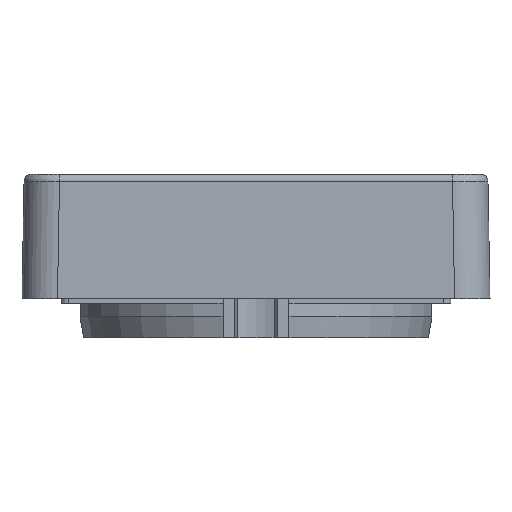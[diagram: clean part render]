
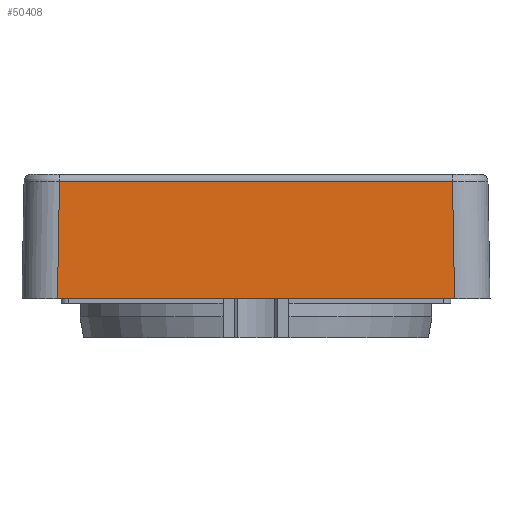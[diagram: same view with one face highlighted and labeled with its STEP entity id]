
A CAD part, front view. The second image highlights one B-rep face of the part: STEP entity #50408.
In plain terms, the highlighted planar face has unit normal (0, -1, 0.018).
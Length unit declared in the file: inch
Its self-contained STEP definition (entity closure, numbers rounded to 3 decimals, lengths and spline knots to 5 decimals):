
#3312 = EDGE_LOOP ( 'NONE', ( #18885, #55774, #29120, #11734 ) ) ;
#4073 = CARTESIAN_POINT ( 'NONE',  ( -1.10239, -1.27953, 0.0202 ) ) ;
#4124 = LINE ( 'NONE', #28106, #21482 ) ;
#4517 = B_SPLINE_CURVE_WITH_KNOTS ( 'NONE', 3,
 ( #51154, #18282, #56825, #4073 ),
 .UNSPECIFIED., .F., .F.,
 ( 4, 4 ),
 ( 0.07575, 0.92425 ),
 .UNSPECIFIED. ) ;
#9036 = DIRECTION ( 'NONE',  ( -1., 0., 0. ) ) ;
#11031 = LINE ( 'NONE', #53990, #15562 ) ;
#11734 = ORIENTED_EDGE ( 'NONE', *, *, #46363, .F. ) ;
#15229 = CARTESIAN_POINT ( 'NONE',  ( -1.22047, -1.26749, 0.70959 ) ) ;
#15562 = VECTOR ( 'NONE', #44188, 39.37008 ) ;
#18282 = CARTESIAN_POINT ( 'NONE',  ( 0.36746, -1.27954, 0.01969 ) ) ;
#18885 = ORIENTED_EDGE ( 'NONE', *, *, #23916, .T. ) ;
#20681 = EDGE_CURVE ( 'NONE', #46384, #53440, #52303, .T. ) ;
#21482 = VECTOR ( 'NONE', #57490, 39.37008 ) ;
#23415 = VERTEX_POINT ( 'NONE', #48380 ) ;
#23916 = EDGE_CURVE ( 'NONE', #55837, #46384, #4124, .T. ) ;
#25646 = FACE_OUTER_BOUND ( 'NONE', #3312, .T. ) ;
#28106 = CARTESIAN_POINT ( 'NONE',  ( 1.08966, -1.26679, 0.7499 ) ) ;
#29120 = ORIENTED_EDGE ( 'NONE', *, *, #60986, .T. ) ;
#31290 = AXIS2_PLACEMENT_3D ( 'NONE', #15229, #34502, #53774 ) ;
#34502 = DIRECTION ( 'NONE',  ( 0., -1., 0.017 ) ) ;
#37588 = VECTOR ( 'NONE', #9036, 39.37008 ) ;
#37854 = CARTESIAN_POINT ( 'NONE',  ( 1.09105, -1.26819, 0.66998 ) ) ;
#44188 = DIRECTION ( 'NONE',  ( -0.017, -0.017, -1. ) ) ;
#46363 = EDGE_CURVE ( 'NONE', #55837, #23415, #4517, .T. ) ;
#46384 = VERTEX_POINT ( 'NONE', #37854 ) ;
#47118 = CARTESIAN_POINT ( 'NONE',  ( 1.10239, -1.27953, 0.0202 ) ) ;
#48380 = CARTESIAN_POINT ( 'NONE',  ( -1.10239, -1.27953, 0.0202 ) ) ;
#50408 = ADVANCED_FACE ( 'NONE', ( #25646 ), #58505, .T. ) ;
#51154 = CARTESIAN_POINT ( 'NONE',  ( 1.10239, -1.27953, 0.0202 ) ) ;
#52303 = LINE ( 'NONE', #62406, #37588 ) ;
#52950 = CARTESIAN_POINT ( 'NONE',  ( -1.09105, -1.26819, 0.66998 ) ) ;
#53440 = VERTEX_POINT ( 'NONE', #52950 ) ;
#53774 = DIRECTION ( 'NONE',  ( 0., -0.017, -1. ) ) ;
#53990 = CARTESIAN_POINT ( 'NONE',  ( -1.0904, -1.26753, 0.70732 ) ) ;
#55774 = ORIENTED_EDGE ( 'NONE', *, *, #20681, .T. ) ;
#55837 = VERTEX_POINT ( 'NONE', #47118 ) ;
#56825 = CARTESIAN_POINT ( 'NONE',  ( -0.36746, -1.27954, 0.01969 ) ) ;
#57490 = DIRECTION ( 'NONE',  ( -0.017, 0.017, 1. ) ) ;
#58505 = PLANE ( 'NONE',  #31290 ) ;
#60986 = EDGE_CURVE ( 'NONE', #53440, #23415, #11031, .T. ) ;
#62406 = CARTESIAN_POINT ( 'NONE',  ( -1.09036, -1.26819, 0.66998 ) ) ;
